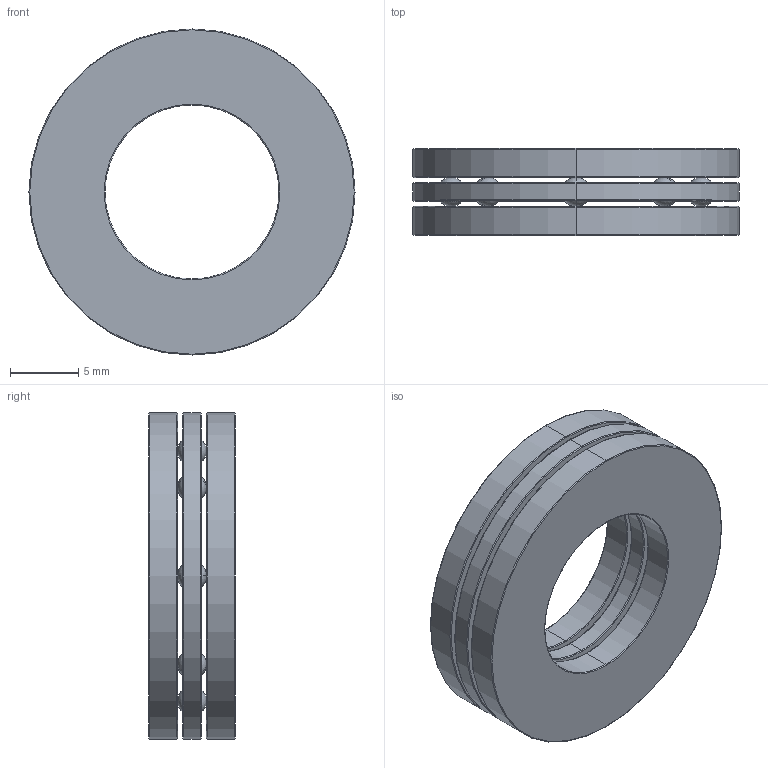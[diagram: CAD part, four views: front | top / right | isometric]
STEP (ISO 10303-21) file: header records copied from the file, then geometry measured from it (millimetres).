
FILE_DESCRIPTION (( 'STEP AP203' ), '1' );
FILE_NAME ('6655K17.STEP', '2014-10-03T14:21:13', ( 'Kyle' ), ( 'Microsoft' ), 'SwSTEP 2.0', 'SolidWorks 2014', '' );
FILE_SCHEMA (( 'CONFIG_CONTROL_DESIGN' ));
Length unit declared in the file: inch
Products named in the file (1): 6655K17
Bounding box: 23.81 x 6.32 x 23.81 mm (x, y, z)
Volume: 1770.2 mm3; surface area: 2675.6 mm2
Topology: 11 solids, 11 shells, 74 faces, 228 edges, 144 vertices
Faces by surface type: sphere 32, torus 24, cylinder 12, plane 6
Entity records: 2107 total; most frequent: DIRECTION 434, CARTESIAN_POINT 319, ORIENTED_EDGE 296, AXIS2_PLACEMENT_3D 211, EDGE_CURVE 148, CIRCLE 136, EDGE_LOOP 96, VERTEX_POINT 96
